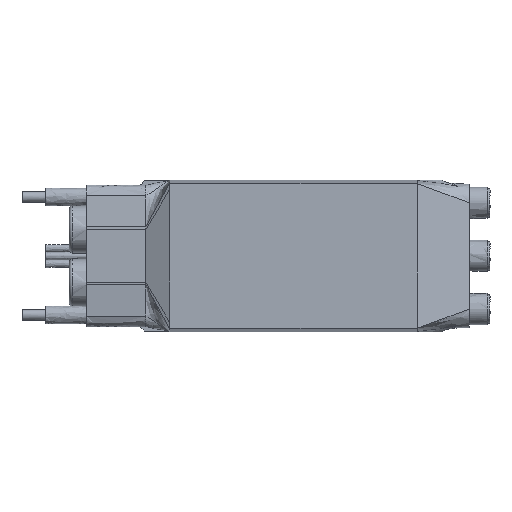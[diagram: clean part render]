
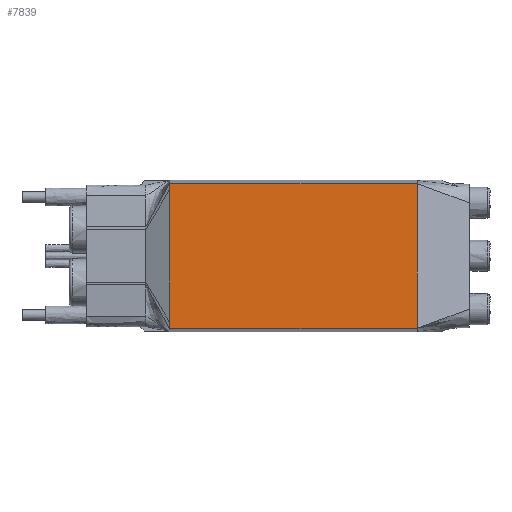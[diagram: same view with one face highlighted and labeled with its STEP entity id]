
A CAD part, top view. The second image highlights one B-rep face of the part: STEP entity #7839.
In plain terms, the highlighted free-form (B-spline) face has degree [1, 1] with [2, 2] control points.
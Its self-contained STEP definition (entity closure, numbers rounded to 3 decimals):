
#2537 = VERTEX_POINT('',#2538);
#2538 = CARTESIAN_POINT('',(-21.986,-12.825,7.748
    ));
#2584 = EDGE_CURVE('',#2585,#2537,#2587,.T.);
#2585 = VERTEX_POINT('',#2586);
#2586 = CARTESIAN_POINT('',(-21.986,-11.738,
    7.748));
#2587 = B_SPLINE_CURVE_WITH_KNOTS('',1,(#2588,#2589),.UNSPECIFIED.,.F.,
  .F.,(2,2),(23.462,24.5),.PIECEWISE_BEZIER_KNOTS.);
#2588 = CARTESIAN_POINT('',(-21.986,-11.738,
    7.748));
#2589 = CARTESIAN_POINT('',(-21.986,-12.825,7.748
    ));
#2625 = EDGE_CURVE('',#2626,#2585,#2628,.T.);
#2626 = VERTEX_POINT('',#2627);
#2627 = CARTESIAN_POINT('',(-21.986,11.738,7.748
    ));
#2628 = B_SPLINE_CURVE_WITH_KNOTS('',1,(#2629,#2630),.UNSPECIFIED.,.F.,
  .F.,(2,2),(1.038,23.462),.PIECEWISE_BEZIER_KNOTS.);
#2629 = CARTESIAN_POINT('',(-21.986,11.738,7.748
    ));
#2630 = CARTESIAN_POINT('',(-21.986,-11.738,
    7.748));
#2653 = EDGE_CURVE('',#2654,#2626,#2656,.T.);
#2654 = VERTEX_POINT('',#2655);
#2655 = CARTESIAN_POINT('',(-21.986,12.825,
    7.748));
#2656 = B_SPLINE_CURVE_WITH_KNOTS('',1,(#2657,#2658),.UNSPECIFIED.,.F.,
  .F.,(2,2),(0.,1.038),.PIECEWISE_BEZIER_KNOTS.);
#2657 = CARTESIAN_POINT('',(-21.986,12.825,
    7.748));
#2658 = CARTESIAN_POINT('',(-21.986,11.738,7.748
    ));
#5132 = VERTEX_POINT('',#5133);
#5133 = CARTESIAN_POINT('',(21.986,12.825,
    7.748));
#5284 = VERTEX_POINT('',#5285);
#5285 = CARTESIAN_POINT('',(21.986,-12.825,
    7.748));
#5865 = EDGE_CURVE('',#5284,#5132,#5866,.T.);
#5866 = B_SPLINE_CURVE_WITH_KNOTS('',1,(#5867,#5868),.UNSPECIFIED.,.F.,
  .F.,(2,2),(0.,24.5),.PIECEWISE_BEZIER_KNOTS.);
#5867 = CARTESIAN_POINT('',(21.986,-12.825,
    7.748));
#5868 = CARTESIAN_POINT('',(21.986,12.825,
    7.748));
#5900 = EDGE_CURVE('',#2537,#5284,#5901,.T.);
#5901 = B_SPLINE_CURVE_WITH_KNOTS('',1,(#5902,#5903),.UNSPECIFIED.,.F.,
  .F.,(2,2),(0.,42.),.PIECEWISE_BEZIER_KNOTS.);
#5902 = CARTESIAN_POINT('',(-21.986,-12.825,7.748
    ));
#5903 = CARTESIAN_POINT('',(21.986,-12.825,
    7.748));
#5914 = EDGE_CURVE('',#5132,#2654,#5915,.T.);
#5915 = B_SPLINE_CURVE_WITH_KNOTS('',1,(#5916,#5917),.UNSPECIFIED.,.F.,
  .F.,(2,2),(0.,42.),.PIECEWISE_BEZIER_KNOTS.);
#5916 = CARTESIAN_POINT('',(21.986,12.825,
    7.748));
#5917 = CARTESIAN_POINT('',(-21.986,12.825,
    7.748));
#7839 = ADVANCED_FACE('',(#7840),#7848,.T.);
#7840 = FACE_BOUND('',#7841,.T.);
#7841 = EDGE_LOOP('',(#7842,#7843,#7844,#7845,#7846,#7847));
#7842 = ORIENTED_EDGE('',*,*,#5914,.T.);
#7843 = ORIENTED_EDGE('',*,*,#2653,.T.);
#7844 = ORIENTED_EDGE('',*,*,#2625,.T.);
#7845 = ORIENTED_EDGE('',*,*,#2584,.T.);
#7846 = ORIENTED_EDGE('',*,*,#5900,.T.);
#7847 = ORIENTED_EDGE('',*,*,#5865,.T.);
#7848 = B_SPLINE_SURFACE_WITH_KNOTS('',1,1,(
    (#7849,#7850)
    ,(#7851,#7852
    )),.UNSPECIFIED.,.F.,.F.,.F.,(2,2),(2,2),(-21.,21.),(-12.25,12.25),
  .PIECEWISE_BEZIER_KNOTS.);
#7849 = CARTESIAN_POINT('',(-21.986,-12.825,7.748
    ));
#7850 = CARTESIAN_POINT('',(-21.986,12.825,
    7.748));
#7851 = CARTESIAN_POINT('',(21.986,-12.825,
    7.748));
#7852 = CARTESIAN_POINT('',(21.986,12.825,
    7.748));
